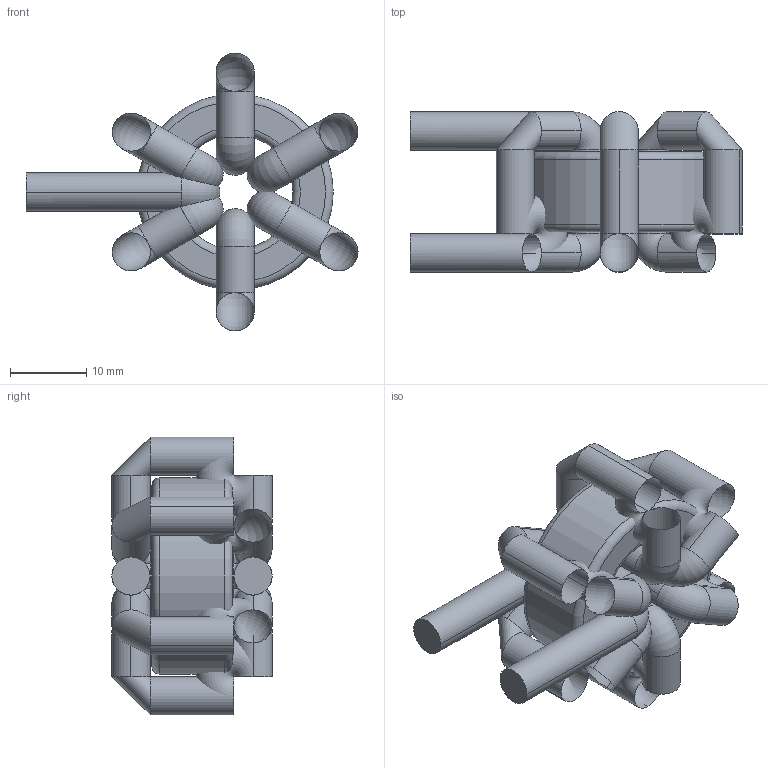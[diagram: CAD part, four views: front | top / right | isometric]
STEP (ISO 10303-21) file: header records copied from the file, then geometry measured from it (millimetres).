
FILE_DESCRIPTION (( 'STEP AP214' ), '1' );
FILE_NAME ('Ôèëüòð ïèòàíèÿ ÁÏ ìàõîâèêà.STEP', '2023-11-09T11:50:40', ( '' ), ( '' ), 'SwSTEP 2.0', 'SolidWorks 2021', '' );
FILE_SCHEMA (( 'AUTOMOTIVE_DESIGN' ));
Length unit declared in the file: millimetre
Products named in the file (1): Ôèëüòð ïèòàíèÿ ÁÏ ìàõîâèêà
Bounding box: 43.5 x 21 x 36.4 mm (x, y, z)
Volume: 9050.5 mm3; surface area: 8679.8 mm2
Topology: 5 solids, 5 shells, 122 faces, 352 edges, 166 vertices
Faces by surface type: cylinder 72, torus 46, plane 4
Entity records: 4986 total; most frequent: CARTESIAN_POINT 801, DIRECTION 702, ORIENTED_EDGE 584, AXIS2_PLACEMENT_3D 315, EDGE_CURVE 292, CIRCLE 192, VERTEX_POINT 166, EDGE_LOOP 124
